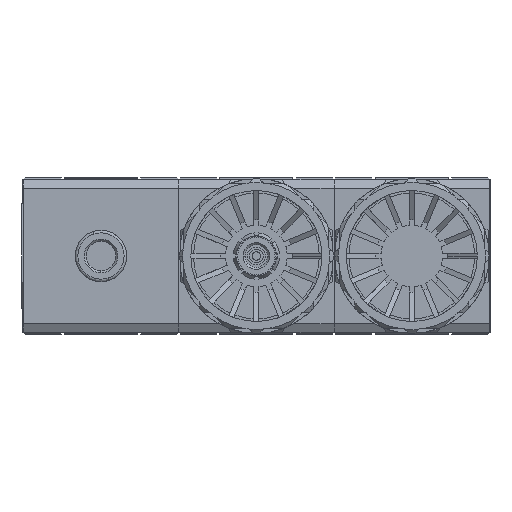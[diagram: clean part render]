
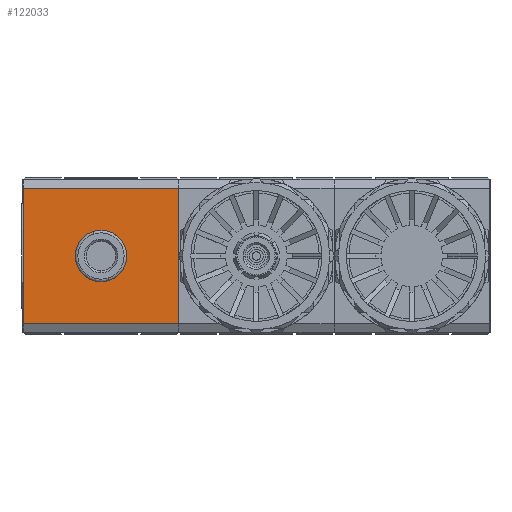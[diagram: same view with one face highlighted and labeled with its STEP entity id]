
A CAD part, front view. The second image highlights one B-rep face of the part: STEP entity #122033.
In plain terms, the highlighted planar face has unit normal (0, -1, 0).
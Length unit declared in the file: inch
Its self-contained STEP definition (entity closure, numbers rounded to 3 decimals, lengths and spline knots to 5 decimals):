
#1190 = CARTESIAN_POINT ( 'NONE',  ( 1.19094, -1.27953, 1.03685 ) ) ;
#1213 = DIRECTION ( 'NONE',  ( 0., 0., -1. ) ) ;
#3543 = VERTEX_POINT ( 'NONE', #116101 ) ;
#7081 = VERTEX_POINT ( 'NONE', #96319 ) ;
#8464 = EDGE_CURVE ( 'NONE', #117455, #53709, #13819, .T. ) ;
#8722 = LINE ( 'NONE', #49302, #35335 ) ;
#10114 = EDGE_LOOP ( 'NONE', ( #44505, #120293 ) ) ;
#13819 = CIRCLE ( 'NONE', #41356, 0.3937 ) ;
#22456 = FACE_OUTER_BOUND ( 'NONE', #49850, .T. ) ;
#24312 = EDGE_CURVE ( 'NONE', #7081, #3543, #8722, .T. ) ;
#29945 = AXIS2_PLACEMENT_3D ( 'NONE', #1190, #72364, #63024 ) ;
#33939 = LINE ( 'NONE', #125014, #34363 ) ;
#34363 = VECTOR ( 'NONE', #41928, 39.37008 ) ;
#35335 = VECTOR ( 'NONE', #131065, 39.37008 ) ;
#38998 = CARTESIAN_POINT ( 'NONE',  ( 1.19094, -1.27953, 1.03685 ) ) ;
#39776 = CARTESIAN_POINT ( 'NONE',  ( 0., -1.27953, 0. ) ) ;
#41356 = AXIS2_PLACEMENT_3D ( 'NONE', #71723, #83014, #1213 ) ;
#41828 = EDGE_CURVE ( 'NONE', #93995, #3543, #129901, .T. ) ;
#41928 = DIRECTION ( 'NONE',  ( 0., 0., -1. ) ) ;
#44505 = ORIENTED_EDGE ( 'NONE', *, *, #8464, .F. ) ;
#48131 = DIRECTION ( 'NONE',  ( 0., 0., -1. ) ) ;
#48991 = LINE ( 'NONE', #38998, #56555 ) ;
#49302 = CARTESIAN_POINT ( 'NONE',  ( 1.19094, -1.27953, -1.03685 ) ) ;
#49850 = EDGE_LOOP ( 'NONE', ( #72367, #64023, #64567, #75363 ) ) ;
#53709 = VERTEX_POINT ( 'NONE', #126574 ) ;
#56039 = AXIS2_PLACEMENT_3D ( 'NONE', #39776, #119586, #69033 ) ;
#56555 = VECTOR ( 'NONE', #79553, 39.37008 ) ;
#63024 = DIRECTION ( 'NONE',  ( 0., 0., 1. ) ) ;
#64023 = ORIENTED_EDGE ( 'NONE', *, *, #41828, .F. ) ;
#64567 = ORIENTED_EDGE ( 'NONE', *, *, #115705, .F. ) ;
#68209 = EDGE_CURVE ( 'NONE', #110420, #7081, #33939, .T. ) ;
#69033 = DIRECTION ( 'NONE',  ( 0., 0., -1. ) ) ;
#71723 = CARTESIAN_POINT ( 'NONE',  ( 0., -1.27953, 0. ) ) ;
#72364 = DIRECTION ( 'NONE',  ( 0., 1., 0. ) ) ;
#72367 = ORIENTED_EDGE ( 'NONE', *, *, #24312, .T. ) ;
#75363 = ORIENTED_EDGE ( 'NONE', *, *, #68209, .T. ) ;
#79363 = CARTESIAN_POINT ( 'NONE',  ( 1.19094, -1.27953, 0. ) ) ;
#79553 = DIRECTION ( 'NONE',  ( 1., 0., 0. ) ) ;
#82336 = PLANE ( 'NONE',  #29945 ) ;
#83014 = DIRECTION ( 'NONE',  ( 0., -1., 0. ) ) ;
#86921 = CARTESIAN_POINT ( 'NONE',  ( -1.19094, -1.27953, 1.03685 ) ) ;
#87919 = EDGE_CURVE ( 'NONE', #53709, #117455, #113341, .T. ) ;
#92301 = FACE_BOUND ( 'NONE', #10114, .T. ) ;
#93995 = VERTEX_POINT ( 'NONE', #110038 ) ;
#96319 = CARTESIAN_POINT ( 'NONE',  ( -1.19094, -1.27953, -1.03685 ) ) ;
#110038 = CARTESIAN_POINT ( 'NONE',  ( 1.19094, -1.27953, 1.03685 ) ) ;
#110420 = VERTEX_POINT ( 'NONE', #86921 ) ;
#111173 = CARTESIAN_POINT ( 'NONE',  ( 0., -1.27953, -0.3937 ) ) ;
#113341 = CIRCLE ( 'NONE', #56039, 0.3937 ) ;
#115705 = EDGE_CURVE ( 'NONE', #110420, #93995, #48991, .T. ) ;
#116101 = CARTESIAN_POINT ( 'NONE',  ( 1.19094, -1.27953, -1.03685 ) ) ;
#117455 = VERTEX_POINT ( 'NONE', #111173 ) ;
#119586 = DIRECTION ( 'NONE',  ( 0., -1., 0. ) ) ;
#120293 = ORIENTED_EDGE ( 'NONE', *, *, #87919, .F. ) ;
#122033 = ADVANCED_FACE ( 'NONE', ( #22456, #92301 ), #82336, .F. ) ;
#125014 = CARTESIAN_POINT ( 'NONE',  ( -1.19094, -1.27953, 0. ) ) ;
#126012 = VECTOR ( 'NONE', #48131, 39.37008 ) ;
#126574 = CARTESIAN_POINT ( 'NONE',  ( 0., -1.27953, 0.3937 ) ) ;
#129901 = LINE ( 'NONE', #79363, #126012 ) ;
#131065 = DIRECTION ( 'NONE',  ( 1., 0., 0. ) ) ;
